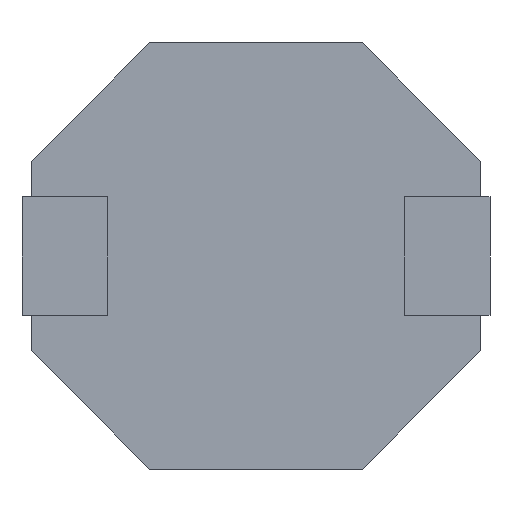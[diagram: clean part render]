
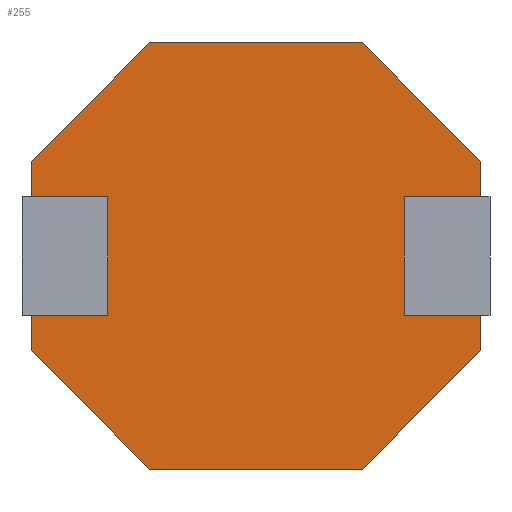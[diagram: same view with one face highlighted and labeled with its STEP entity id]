
A CAD part, front view. The second image highlights one B-rep face of the part: STEP entity #255.
In plain terms, the highlighted planar face has unit normal (0, -1, 0).
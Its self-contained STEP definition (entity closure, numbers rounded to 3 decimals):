
#58 = EDGE_CURVE ( 'NONE', #2675, #2908, #703, .T. ) ;
#83 = DIRECTION ( 'NONE',  ( 0., 0., -1. ) ) ;
#91 = VECTOR ( 'NONE', #2715, 1000. ) ;
#104 = DIRECTION ( 'NONE',  ( 0., 0., -1. ) ) ;
#118 = DIRECTION ( 'NONE',  ( -1., 0., 0. ) ) ;
#124 = VECTOR ( 'NONE', #2855, 1000. ) ;
#158 = DIRECTION ( 'NONE',  ( 0., 1., 0. ) ) ;
#248 = DIRECTION ( 'NONE',  ( -0.707, 0., -0.707 ) ) ;
#255 = ADVANCED_FACE ( 'NONE', ( #1857 ), #2669, .F. ) ;
#267 = VERTEX_POINT ( 'NONE', #648 ) ;
#315 = VECTOR ( 'NONE', #1212, 1000. ) ;
#326 = EDGE_CURVE ( 'NONE', #1621, #2180, #1713, .T. ) ;
#344 = CARTESIAN_POINT ( 'NONE',  ( 0.9, 0., 1.8 ) ) ;
#345 = VECTOR ( 'NONE', #710, 1000. ) ;
#357 = LINE ( 'NONE', #753, #3122 ) ;
#370 = DIRECTION ( 'NONE',  ( 0.707, 0., 0.707 ) ) ;
#382 = LINE ( 'NONE', #2825, #124 ) ;
#390 = CARTESIAN_POINT ( 'NONE',  ( -1.9, 0., 0.8 ) ) ;
#429 = ORIENTED_EDGE ( 'NONE', *, *, #1174, .F. ) ;
#447 = LINE ( 'NONE', #1575, #2763 ) ;
#449 = VECTOR ( 'NONE', #248, 1000. ) ;
#455 = CARTESIAN_POINT ( 'NONE',  ( -1.9, 0., 0.5 ) ) ;
#473 = LINE ( 'NONE', #945, #91 ) ;
#507 = CARTESIAN_POINT ( 'NONE',  ( 0., 0., 0.5 ) ) ;
#565 = LINE ( 'NONE', #344, #1685 ) ;
#576 = ORIENTED_EDGE ( 'NONE', *, *, #1552, .F. ) ;
#595 = EDGE_LOOP ( 'NONE', ( #1569, #715, #1948, #2841, #576, #2625, #3090, #2303, #1683, #690, #1356, #2373, #2447, #1588, #801, #429 ) ) ;
#618 = VERTEX_POINT ( 'NONE', #2923 ) ;
#645 = CARTESIAN_POINT ( 'NONE',  ( 0., 0., -0.5 ) ) ;
#648 = CARTESIAN_POINT ( 'NONE',  ( -1.9, 0., -0.5 ) ) ;
#690 = ORIENTED_EDGE ( 'NONE', *, *, #2233, .F. ) ;
#703 = LINE ( 'NONE', #2553, #1312 ) ;
#710 = DIRECTION ( 'NONE',  ( 0., 0., 1. ) ) ;
#711 = CARTESIAN_POINT ( 'NONE',  ( 0.9, 0., 1.8 ) ) ;
#715 = ORIENTED_EDGE ( 'NONE', *, *, #2326, .F. ) ;
#753 = CARTESIAN_POINT ( 'NONE',  ( 1.251, 0., 0. ) ) ;
#763 = CARTESIAN_POINT ( 'NONE',  ( 0., 0., 0.5 ) ) ;
#786 = CARTESIAN_POINT ( 'NONE',  ( -1.251, 0., 0.5 ) ) ;
#789 = DIRECTION ( 'NONE',  ( -1., 0., 0. ) ) ;
#801 = ORIENTED_EDGE ( 'NONE', *, *, #1281, .T. ) ;
#846 = VECTOR ( 'NONE', #951, 1000. ) ;
#860 = VERTEX_POINT ( 'NONE', #2100 ) ;
#876 = CARTESIAN_POINT ( 'NONE',  ( -0.9, 0., -1.8 ) ) ;
#896 = VERTEX_POINT ( 'NONE', #3130 ) ;
#933 = EDGE_CURVE ( 'NONE', #2713, #2232, #2224, .T. ) ;
#945 = CARTESIAN_POINT ( 'NONE',  ( -0.9, 0., 1.8 ) ) ;
#951 = DIRECTION ( 'NONE',  ( 0., 0., -1. ) ) ;
#955 = CARTESIAN_POINT ( 'NONE',  ( -1.9, 0., -0.8 ) ) ;
#1020 = VECTOR ( 'NONE', #2973, 1000. ) ;
#1085 = EDGE_CURVE ( 'NONE', #896, #860, #1807, .T. ) ;
#1097 = CARTESIAN_POINT ( 'NONE',  ( 1.9, 0., -0.8 ) ) ;
#1138 = EDGE_CURVE ( 'NONE', #2675, #1621, #1401, .T. ) ;
#1152 = LINE ( 'NONE', #1097, #2157 ) ;
#1174 = EDGE_CURVE ( 'NONE', #618, #2442, #357, .T. ) ;
#1212 = DIRECTION ( 'NONE',  ( -0.707, 0., 0.707 ) ) ;
#1216 = LINE ( 'NONE', #645, #2645 ) ;
#1275 = CARTESIAN_POINT ( 'NONE',  ( 1.251, 0., -0.5 ) ) ;
#1277 = DIRECTION ( 'NONE',  ( -1., 0., 0. ) ) ;
#1281 = EDGE_CURVE ( 'NONE', #1642, #2442, #447, .T. ) ;
#1312 = VECTOR ( 'NONE', #104, 1000. ) ;
#1356 = ORIENTED_EDGE ( 'NONE', *, *, #933, .F. ) ;
#1401 = LINE ( 'NONE', #763, #1610 ) ;
#1420 = DIRECTION ( 'NONE',  ( 0., 0., 1. ) ) ;
#1468 = CARTESIAN_POINT ( 'NONE',  ( 1.9, 0., 0.8 ) ) ;
#1552 = EDGE_CURVE ( 'NONE', #2180, #1866, #2292, .T. ) ;
#1569 = ORIENTED_EDGE ( 'NONE', *, *, #2604, .F. ) ;
#1570 = CARTESIAN_POINT ( 'NONE',  ( 1.9, 0., 0.5 ) ) ;
#1575 = CARTESIAN_POINT ( 'NONE',  ( 0., 0., -0.5 ) ) ;
#1588 = ORIENTED_EDGE ( 'NONE', *, *, #1995, .F. ) ;
#1600 = AXIS2_PLACEMENT_3D ( 'NONE', #1680, #158, #1420 ) ;
#1610 = VECTOR ( 'NONE', #3015, 1000. ) ;
#1621 = VERTEX_POINT ( 'NONE', #455 ) ;
#1632 = VERTEX_POINT ( 'NONE', #711 ) ;
#1642 = VERTEX_POINT ( 'NONE', #2967 ) ;
#1645 = CARTESIAN_POINT ( 'NONE',  ( -1.9, 0., 0.8 ) ) ;
#1658 = EDGE_CURVE ( 'NONE', #1866, #1632, #473, .T. ) ;
#1680 = CARTESIAN_POINT ( 'NONE',  ( 0., 0., 0. ) ) ;
#1683 = ORIENTED_EDGE ( 'NONE', *, *, #2136, .T. ) ;
#1685 = VECTOR ( 'NONE', #2870, 1000. ) ;
#1713 = LINE ( 'NONE', #955, #345 ) ;
#1736 = CARTESIAN_POINT ( 'NONE',  ( -1.9, 0., -0.8 ) ) ;
#1807 = LINE ( 'NONE', #3242, #449 ) ;
#1851 = CARTESIAN_POINT ( 'NONE',  ( -1.251, 0., -0.5 ) ) ;
#1857 = FACE_OUTER_BOUND ( 'NONE', #595, .T. ) ;
#1866 = VERTEX_POINT ( 'NONE', #3070 ) ;
#1939 = VERTEX_POINT ( 'NONE', #1570 ) ;
#1948 = ORIENTED_EDGE ( 'NONE', *, *, #3016, .F. ) ;
#1978 = EDGE_CURVE ( 'NONE', #860, #2713, #382, .T. ) ;
#1995 = EDGE_CURVE ( 'NONE', #1642, #896, #1152, .T. ) ;
#2042 = CARTESIAN_POINT ( 'NONE',  ( -0.9, 0., -1.8 ) ) ;
#2100 = CARTESIAN_POINT ( 'NONE',  ( 0.9, 0., -1.8 ) ) ;
#2136 = EDGE_CURVE ( 'NONE', #2908, #267, #1216, .T. ) ;
#2157 = VECTOR ( 'NONE', #83, 1000. ) ;
#2180 = VERTEX_POINT ( 'NONE', #390 ) ;
#2224 = LINE ( 'NONE', #876, #315 ) ;
#2232 = VERTEX_POINT ( 'NONE', #1736 ) ;
#2233 = EDGE_CURVE ( 'NONE', #2232, #267, #2915, .T. ) ;
#2292 = LINE ( 'NONE', #1645, #2990 ) ;
#2303 = ORIENTED_EDGE ( 'NONE', *, *, #58, .T. ) ;
#2326 = EDGE_CURVE ( 'NONE', #2579, #1939, #2835, .T. ) ;
#2373 = ORIENTED_EDGE ( 'NONE', *, *, #1978, .F. ) ;
#2442 = VERTEX_POINT ( 'NONE', #1275 ) ;
#2447 = ORIENTED_EDGE ( 'NONE', *, *, #1085, .F. ) ;
#2553 = CARTESIAN_POINT ( 'NONE',  ( -1.251, 0., 0. ) ) ;
#2579 = VERTEX_POINT ( 'NONE', #1468 ) ;
#2604 = EDGE_CURVE ( 'NONE', #1939, #618, #3003, .T. ) ;
#2625 = ORIENTED_EDGE ( 'NONE', *, *, #326, .F. ) ;
#2645 = VECTOR ( 'NONE', #118, 1000. ) ;
#2669 = PLANE ( 'NONE',  #1600 ) ;
#2675 = VERTEX_POINT ( 'NONE', #786 ) ;
#2685 = CARTESIAN_POINT ( 'NONE',  ( 1.9, 0., -0.8 ) ) ;
#2713 = VERTEX_POINT ( 'NONE', #2042 ) ;
#2715 = DIRECTION ( 'NONE',  ( 1., 0., 0. ) ) ;
#2763 = VECTOR ( 'NONE', #789, 1000. ) ;
#2802 = DIRECTION ( 'NONE',  ( 0., 0., -1. ) ) ;
#2825 = CARTESIAN_POINT ( 'NONE',  ( -0.9, 0., -1.8 ) ) ;
#2835 = LINE ( 'NONE', #2685, #846 ) ;
#2841 = ORIENTED_EDGE ( 'NONE', *, *, #1658, .F. ) ;
#2855 = DIRECTION ( 'NONE',  ( -1., 0., 0. ) ) ;
#2870 = DIRECTION ( 'NONE',  ( 0.707, 0., -0.707 ) ) ;
#2908 = VERTEX_POINT ( 'NONE', #1851 ) ;
#2915 = LINE ( 'NONE', #3225, #1020 ) ;
#2923 = CARTESIAN_POINT ( 'NONE',  ( 1.251, 0., 0.5 ) ) ;
#2967 = CARTESIAN_POINT ( 'NONE',  ( 1.9, 0., -0.5 ) ) ;
#2973 = DIRECTION ( 'NONE',  ( 0., 0., 1. ) ) ;
#2990 = VECTOR ( 'NONE', #370, 1000. ) ;
#3003 = LINE ( 'NONE', #507, #3121 ) ;
#3015 = DIRECTION ( 'NONE',  ( -1., 0., 0. ) ) ;
#3016 = EDGE_CURVE ( 'NONE', #1632, #2579, #565, .T. ) ;
#3070 = CARTESIAN_POINT ( 'NONE',  ( -0.9, 0., 1.8 ) ) ;
#3090 = ORIENTED_EDGE ( 'NONE', *, *, #1138, .F. ) ;
#3121 = VECTOR ( 'NONE', #1277, 1000. ) ;
#3122 = VECTOR ( 'NONE', #2802, 1000. ) ;
#3130 = CARTESIAN_POINT ( 'NONE',  ( 1.9, 0., -0.8 ) ) ;
#3225 = CARTESIAN_POINT ( 'NONE',  ( -1.9, 0., -0.8 ) ) ;
#3242 = CARTESIAN_POINT ( 'NONE',  ( 0.9, 0., -1.8 ) ) ;
